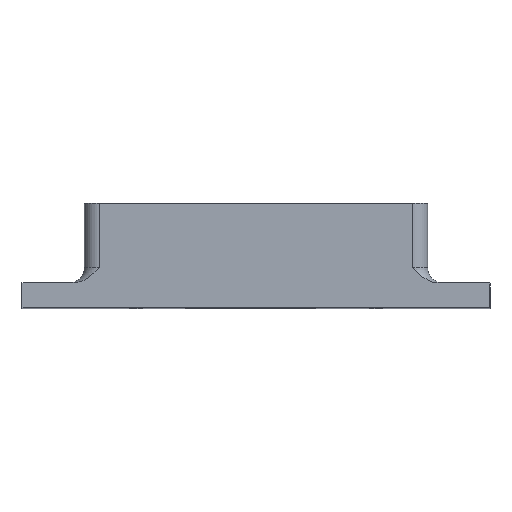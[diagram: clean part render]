
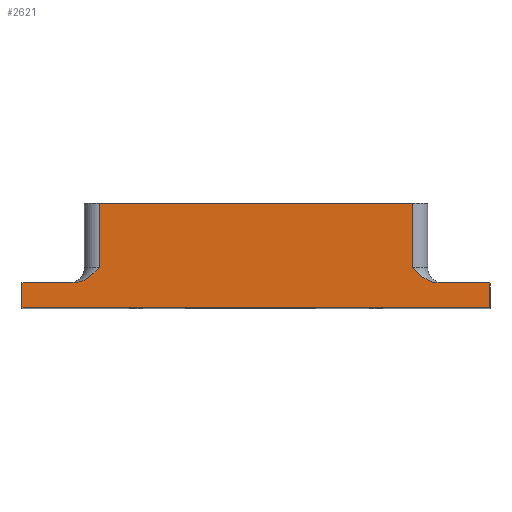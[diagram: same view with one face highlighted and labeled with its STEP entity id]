
A CAD part, top view. The second image highlights one B-rep face of the part: STEP entity #2621.
In plain terms, the highlighted planar face has unit normal (0, 0, 1).
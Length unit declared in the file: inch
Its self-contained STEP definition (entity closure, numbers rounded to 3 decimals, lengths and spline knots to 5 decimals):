
#119=PLANE('',#2825);
#219=FACE_OUTER_BOUND('',#381,.T.);
#381=EDGE_LOOP('',(#2237,#2238,#2239,#2240,#2241,#2242,#2243,#2244,#2245,
#2246));
#502=B_SPLINE_CURVE_WITH_KNOTS('',3,(#4027,#4028,#4029,#4030,#4031,#4032,
#4033,#4034,#4035,#4036),.UNSPECIFIED.,.F.,.F.,(4,2,2,2,4),(1.60506,
1.72645,1.84784,2.03447,2.2211),
 .UNSPECIFIED.);
#503=B_SPLINE_CURVE_WITH_KNOTS('',3,(#4048,#4049,#4050,#4051,#4052,#4053,
#4054,#4055,#4056,#4057),.UNSPECIFIED.,.F.,.F.,(4,2,2,2,4),(0.,0.18663,
0.37326,0.49465,0.61603),.UNSPECIFIED.);
#560=LINE('',#3428,#794);
#606=LINE('',#3565,#840);
#608=LINE('',#3576,#842);
#664=LINE('',#4044,#898);
#673=LINE('',#4091,#907);
#676=LINE('',#4097,#910);
#721=LINE('',#4650,#955);
#722=LINE('',#4652,#956);
#794=VECTOR('',#2878,0.3937);
#840=VECTOR('',#2984,0.3937);
#842=VECTOR('',#2996,0.3937);
#898=VECTOR('',#3136,0.3937);
#907=VECTOR('',#3167,0.3937);
#910=VECTOR('',#3176,0.3937);
#955=VECTOR('',#3253,0.3937);
#956=VECTOR('',#3256,0.3937);
#1087=VERTEX_POINT('',#3425);
#1088=VERTEX_POINT('',#3427);
#1140=VERTEX_POINT('',#3562);
#1141=VERTEX_POINT('',#3564);
#1144=VERTEX_POINT('',#3574);
#1145=VERTEX_POINT('',#3575);
#1248=VERTEX_POINT('',#4025);
#1249=VERTEX_POINT('',#4026);
#1251=VERTEX_POINT('',#4042);
#1252=VERTEX_POINT('',#4046);
#1350=EDGE_CURVE('',#1087,#1088,#560,.T.);
#1415=EDGE_CURVE('',#1140,#1141,#606,.T.);
#1420=EDGE_CURVE('',#1144,#1145,#608,.T.);
#1542=EDGE_CURVE('',#1248,#1249,#502,.T.);
#1547=EDGE_CURVE('',#1251,#1248,#664,.T.);
#1549=EDGE_CURVE('',#1252,#1087,#503,.T.);
#1562=EDGE_CURVE('',#1249,#1140,#673,.T.);
#1565=EDGE_CURVE('',#1141,#1252,#676,.T.);
#1669=EDGE_CURVE('',#1144,#1088,#721,.T.);
#1670=EDGE_CURVE('',#1145,#1251,#722,.T.);
#2237=ORIENTED_EDGE('',*,*,#1547,.F.);
#2238=ORIENTED_EDGE('',*,*,#1670,.F.);
#2239=ORIENTED_EDGE('',*,*,#1420,.F.);
#2240=ORIENTED_EDGE('',*,*,#1669,.T.);
#2241=ORIENTED_EDGE('',*,*,#1350,.F.);
#2242=ORIENTED_EDGE('',*,*,#1549,.F.);
#2243=ORIENTED_EDGE('',*,*,#1565,.F.);
#2244=ORIENTED_EDGE('',*,*,#1415,.F.);
#2245=ORIENTED_EDGE('',*,*,#1562,.F.);
#2246=ORIENTED_EDGE('',*,*,#1542,.F.);
#2621=ADVANCED_FACE('',(#219),#119,.T.);
#2825=AXIS2_PLACEMENT_3D('',#4657,#3262,#3263);
#2878=DIRECTION('',(1.,0.,0.));
#2984=DIRECTION('',(1.,0.,0.));
#2996=DIRECTION('',(-1.,0.,0.));
#3136=DIRECTION('',(1.,0.,0.));
#3167=DIRECTION('',(0.,1.,0.));
#3176=DIRECTION('',(0.,-1.,0.));
#3253=DIRECTION('',(0.,1.,0.));
#3256=DIRECTION('',(0.,1.,0.));
#3262=DIRECTION('center_axis',(0.,0.,1.));
#3263=DIRECTION('ref_axis',(1.,0.,0.));
#3425=CARTESIAN_POINT('',(0.09151,0.2,4.13386));
#3427=CARTESIAN_POINT('',(0.5,0.2,4.13386));
#3428=CARTESIAN_POINT('',(0.5,0.2,4.13386));
#3562=CARTESIAN_POINT('',(-2.63091,0.84055,4.13386));
#3564=CARTESIAN_POINT('',(-0.125,0.84055,4.13386));
#3565=CARTESIAN_POINT('',(-2.75591,0.84055,4.13386));
#3574=CARTESIAN_POINT('',(0.5,0.,4.13386));
#3575=CARTESIAN_POINT('',(-3.25591,0.,4.13386));
#3576=CARTESIAN_POINT('',(-2.75591,0.,4.13386));
#4025=CARTESIAN_POINT('',(-2.84741,0.2,4.13386));
#4026=CARTESIAN_POINT('',(-2.63091,0.325,4.13386));
#4027=CARTESIAN_POINT('Ctrl Pts',(-2.84741,0.2,4.13386));
#4028=CARTESIAN_POINT('Ctrl Pts',(-2.83148,0.2,4.13386));
#4029=CARTESIAN_POINT('Ctrl Pts',(-2.81427,0.20243,4.13386));
#4030=CARTESIAN_POINT('Ctrl Pts',(-2.78102,0.21182,4.13386));
#4031=CARTESIAN_POINT('Ctrl Pts',(-2.76497,0.21875,4.13386));
#4032=CARTESIAN_POINT('Ctrl Pts',(-2.72938,0.2379,4.13386));
#4033=CARTESIAN_POINT('Ctrl Pts',(-2.70776,0.25362,4.13386));
#4034=CARTESIAN_POINT('Ctrl Pts',(-2.66725,0.28858,4.13386));
#4035=CARTESIAN_POINT('Ctrl Pts',(-2.64822,0.30768,4.13386));
#4036=CARTESIAN_POINT('Ctrl Pts',(-2.63091,0.325,4.13386));
#4042=CARTESIAN_POINT('',(-3.25591,0.2,4.13386));
#4044=CARTESIAN_POINT('',(-2.75591,0.2,4.13386));
#4046=CARTESIAN_POINT('',(-0.125,0.325,4.13386));
#4048=CARTESIAN_POINT('Ctrl Pts',(-0.125,0.325,4.13386));
#4049=CARTESIAN_POINT('Ctrl Pts',(-0.10768,0.30768,4.13386));
#4050=CARTESIAN_POINT('Ctrl Pts',(-0.08865,0.28858,
4.13386));
#4051=CARTESIAN_POINT('Ctrl Pts',(-0.04814,0.25362,
4.13386));
#4052=CARTESIAN_POINT('Ctrl Pts',(-0.02653,0.2379,
4.13386));
#4053=CARTESIAN_POINT('Ctrl Pts',(0.00906,0.21875,4.13386));
#4054=CARTESIAN_POINT('Ctrl Pts',(0.02512,0.21182,
4.13386));
#4055=CARTESIAN_POINT('Ctrl Pts',(0.05837,0.20243,
4.13386));
#4056=CARTESIAN_POINT('Ctrl Pts',(0.07558,0.2,4.13386));
#4057=CARTESIAN_POINT('Ctrl Pts',(0.09151,0.2,4.13386));
#4091=CARTESIAN_POINT('',(-2.63091,0.,4.13386));
#4097=CARTESIAN_POINT('',(-0.125,0.,4.13386));
#4650=CARTESIAN_POINT('',(0.5,0.,4.13386));
#4652=CARTESIAN_POINT('',(-3.25591,0.,4.13386));
#4657=CARTESIAN_POINT('Origin',(-2.75591,0.,4.13386));
